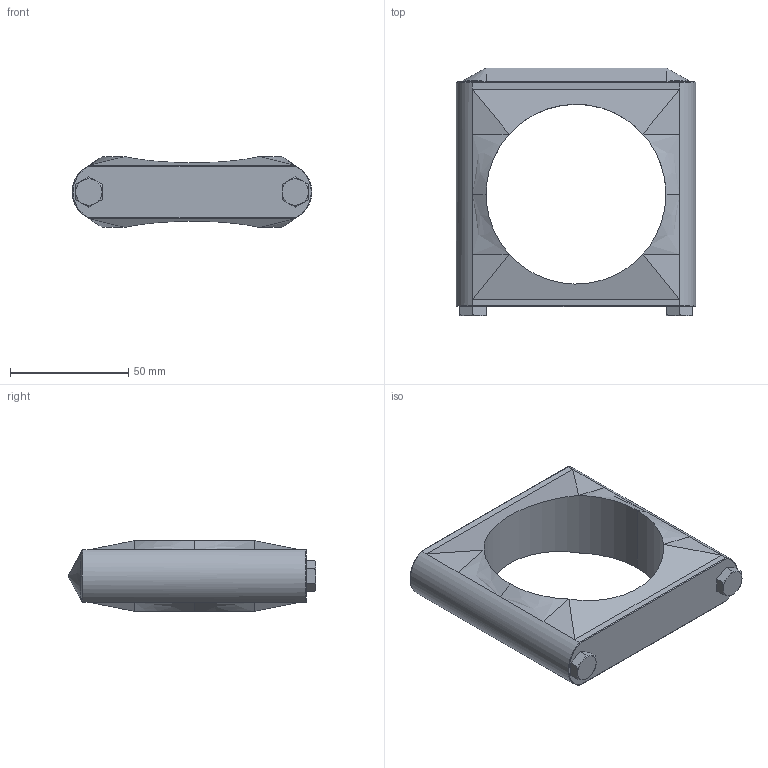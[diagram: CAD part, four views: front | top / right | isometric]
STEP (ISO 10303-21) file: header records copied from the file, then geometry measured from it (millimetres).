
FILE_DESCRIPTION (( 'STEP AP214' ), '1' );
FILE_NAME ('CSDBM3.0T304ZP.STEP', '2023-05-26T16:04:22', ( '' ), ( '' ), 'SwSTEP 2.0', 'SolidWorks 2018', '' );
FILE_SCHEMA (( 'AUTOMOTIVE_DESIGN' ));
Length unit declared in the file: inch
Products named in the file (1): CSDBM3.0T304ZP
Bounding box: 101.3 x 104.84 x 29.85 mm (x, y, z)
Volume: 120237.9 mm3; surface area: 24626.1 mm2
Topology: 1 solids, 1 shells, 84 faces, 192 edges, 110 vertices
Faces by surface type: plane 35, cone 16, bspline 12, cylinder 11, torus 8, sphere 2
Entity records: 2952 total; most frequent: CARTESIAN_POINT 1171, ORIENTED_EDGE 384, DIRECTION 322, EDGE_CURVE 192, AXIS2_PLACEMENT_3D 117, VERTEX_POINT 110, LINE 88, VECTOR 88
